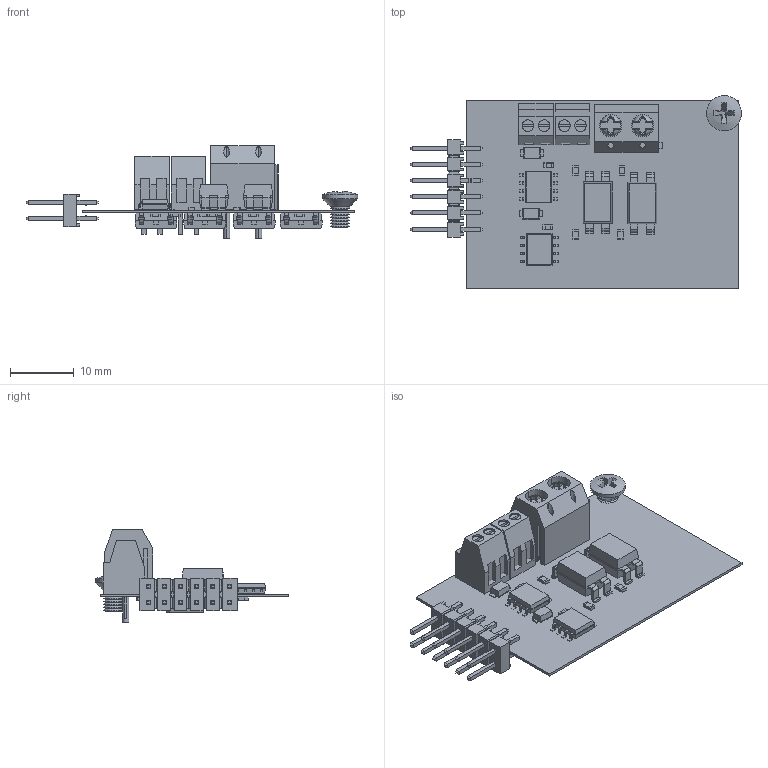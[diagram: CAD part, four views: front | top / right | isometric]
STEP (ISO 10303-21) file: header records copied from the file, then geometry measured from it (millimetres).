
FILE_DESCRIPTION(('Open CASCADE Model'),'2;1');
FILE_NAME('Open CASCADE Shape Model','2025-07-10T18:31:31',('Author'),( 'Open CASCADE'),'Open CASCADE STEP processor 7.5','Open CASCADE 7.5' ,'Unknown');
FILE_SCHEMA(('AUTOMOTIVE_DESIGN { 1 0 10303 214 1 1 1 1 }'));
Length unit declared in the file: millimetre
Products named in the file (59): PCB; Board; Open CASCADE STEP translator 7.5 3.1.1; Scr1; MP3.2; U4; 7118478640; U3; 6790858192; U2; U1; R12; 6594246080; Extruded; 6594246320; R11; R10; R9; R8; R7; R6; R5; R4; 6612329888; 6612332128; R3; R2; R1; Q4; 6261402048; Q3; Q2; Q1; J4; TSW-106-23-T-D-LL; TSW-106-23-T-D-LL_body; T-1S6-16-TSW-1-23-6-D-LL; J3; KF128-2.54-2P; Housing ...
Assembly tree (100 placements, depth 4):
  PCB
    Board
      Open CASCADE STEP translator 7.5 3.1.1
    Scr1
      MP3.2
    U4
      7118478640
    U3
      6790858192
    U2
      6790858192
    U1
      7118478640
    R12
      6594246080  x2
        Extruded
      6594246320
        Extruded
    R11
      6594246080  x2
        Extruded
      6594246320
        Extruded
    R10
      6594246080  x2
        Extruded
      6594246320
        Extruded
    R9
      6594246080  x2
        Extruded
      6594246320
        Extruded
    R8
      6594246080  x2
        Extruded
      6594246320
        Extruded
    R7
      6594246080  x2
        Extruded
      6594246320
        Extruded
    R6
      6594246080  x2
        Extruded
      6594246320
        Extruded
    R5
      6594246080  x2
        Extruded
      6594246320
        Extruded
    R4
      6612329888  x2
        Extruded
      6612332128
        Extruded
    R3
      6612329888  x2
Bounding box: 51.9 x 30.18 x 14.5 mm (x, y, z)
Volume: 2689.5 mm3; surface area: 7039.5 mm2
Topology: 114 solids, 114 shells, 2066 faces, 4937 edges, 3113 vertices
Faces by surface type: plane 1704, cylinder 279, sphere 37, bspline 28, cone 14, revolution 4
Full cylindrical faces by diameter (mm): 0.762 x4, 1.4 x2, 1.8 x8, 3 x7, 3.2 x1, 5.5 x1
Entity records: 38758 total; most frequent: CARTESIAN_POINT 7718, ORIENTED_EDGE 5998, DIRECTION 5807, EDGE_CURVE 2999, LINE 2467, VECTOR 2467, VERTEX_POINT 1883, AXIS2_PLACEMENT_3D 1668
